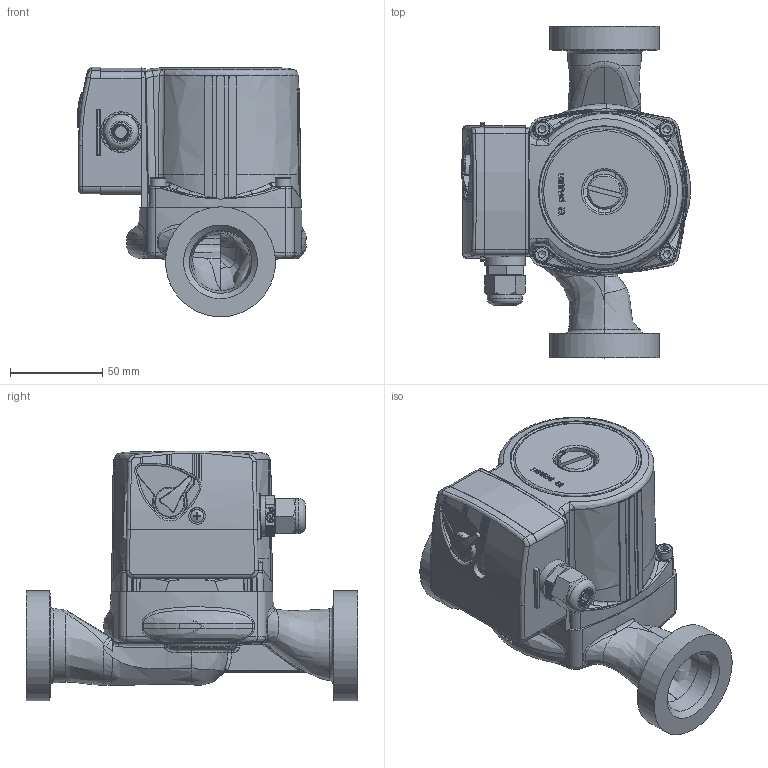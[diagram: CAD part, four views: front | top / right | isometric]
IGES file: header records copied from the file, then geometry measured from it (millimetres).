
Global section: file name: 015P1010 (RWS 32-40S); native system: AutoCAD 2021 — Русский (Russian),62HAutod; preprocessor: esk Translation Framework DWG producer (atf_dwg_producer); organization: unknown; date: 20230402.151157; units: millimetre
Bounding box: 124.11 x 180 x 135.35 mm (x, y, z)
Volume: 435922.6 mm3; surface area: 159150 mm2
Topology: 17 solids, 17 shells, 2169 faces, 5569 edges, 3464 vertices
Faces by surface type: bspline 2169
